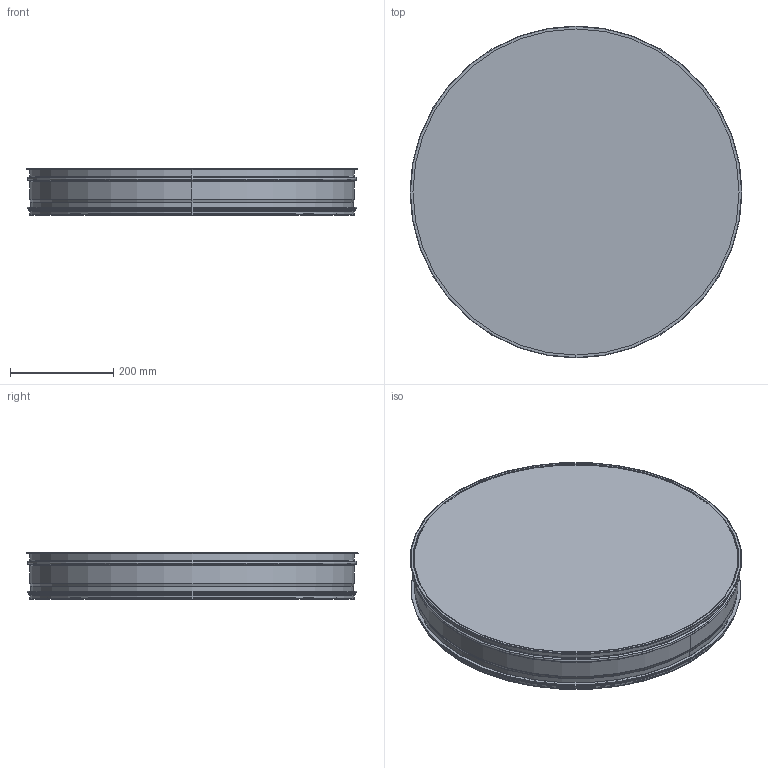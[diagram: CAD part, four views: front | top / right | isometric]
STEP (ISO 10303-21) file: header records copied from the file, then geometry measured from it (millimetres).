
FILE_DESCRIPTION((''),'2;1');
FILE_NAME('HÄL_StoraDimensioner-630.stp','2014-02-21T11:14:33',(''),(''),'Autodesk Inventor 2013','Autodesk Inventor 2013','');
FILE_SCHEMA(('AUTOMOTIVE_DESIGN { 1 2 10303 214 0 1 1 1 }'));
Length unit declared in the file: millimetre
Products named in the file (5): HÄL_StoraDimensioner-630; 116048; HSGMedFals-630; HSGMedFalsRörämne-630; 999011
Assembly tree (4 placements, depth 3):
  HÄL_StoraDimensioner-630
    116048
    HSGMedFals-630
      HSGMedFalsRörämne-630
      999011
Bounding box: 643.2 x 643.2 x 90.5 mm (x, y, z)
Volume: 341205.6 mm3; surface area: 1199966.4 mm2
Topology: 3 solids, 3 shells, 100 faces, 192 edges, 101 vertices
Faces by surface type: plane 50, torus 24, cylinder 16, cone 10
Full cylindrical faces by diameter (mm): 622.9 x1, 623.9 x1, 625.1 x1, 627.7 x6, 628.7 x3, 631.7 x1, 634.1 x1, 639.1 x1, 641 x1
Entity records: 2655 total; most frequent: DIRECTION 492, CARTESIAN_POINT 387, ORIENTED_EDGE 354, AXIS2_PLACEMENT_3D 206, EDGE_CURVE 177, EDGE_LOOP 120, STYLED_ITEM 103, VERTEX_POINT 101
